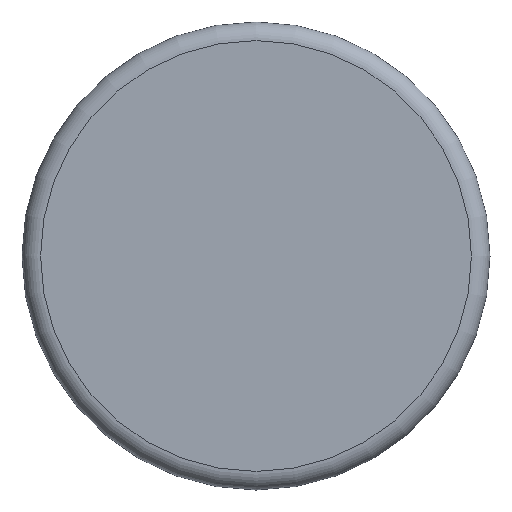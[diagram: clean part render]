
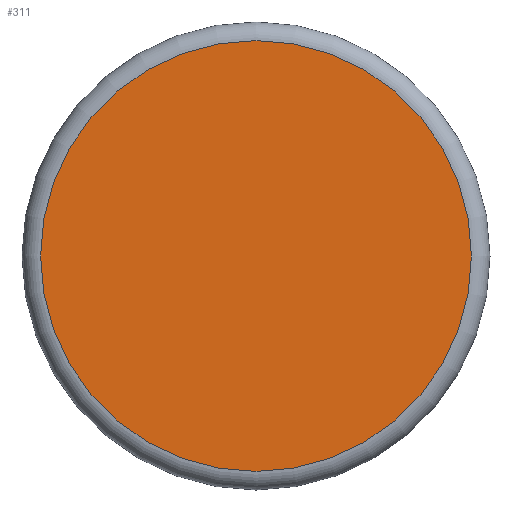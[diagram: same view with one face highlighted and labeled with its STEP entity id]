
A CAD part, front view. The second image highlights one B-rep face of the part: STEP entity #311.
In plain terms, the highlighted planar face has unit normal (0, -1, 0).
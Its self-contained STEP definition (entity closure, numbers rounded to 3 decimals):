
#105=FACE_OUTER_BOUND('',#120,.T.);
#120=EDGE_LOOP('',(#249,#250));
#141=CIRCLE('',#436,29.);
#142=CIRCLE('',#437,29.);
#174=VERTEX_POINT('',#616);
#175=VERTEX_POINT('',#617);
#204=EDGE_CURVE('',#174,#175,#141,.T.);
#205=EDGE_CURVE('',#175,#174,#142,.T.);
#249=ORIENTED_EDGE('',*,*,#204,.F.);
#250=ORIENTED_EDGE('',*,*,#205,.F.);
#303=PLANE('',#435);
#311=ADVANCED_FACE('',(#105),#303,.T.);
#435=AXIS2_PLACEMENT_3D('',#615,#507,#508);
#436=AXIS2_PLACEMENT_3D('',#618,#509,#510);
#437=AXIS2_PLACEMENT_3D('',#619,#511,#512);
#507=DIRECTION('center_axis',(0.,-1.,0.));
#508=DIRECTION('ref_axis',(0.,0.,-1.));
#509=DIRECTION('center_axis',(0.,1.,0.));
#510=DIRECTION('ref_axis',(1.,0.,0.));
#511=DIRECTION('center_axis',(0.,1.,0.));
#512=DIRECTION('ref_axis',(1.,0.,0.));
#615=CARTESIAN_POINT('Origin',(-29.,0.,0.));
#616=CARTESIAN_POINT('',(-29.,0.,0.));
#617=CARTESIAN_POINT('',(0.,0.,-29.));
#618=CARTESIAN_POINT('Origin',(0.,0.,0.));
#619=CARTESIAN_POINT('Origin',(0.,0.,0.));
